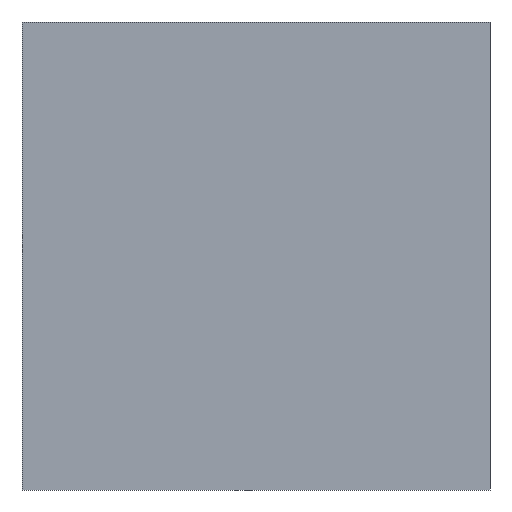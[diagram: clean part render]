
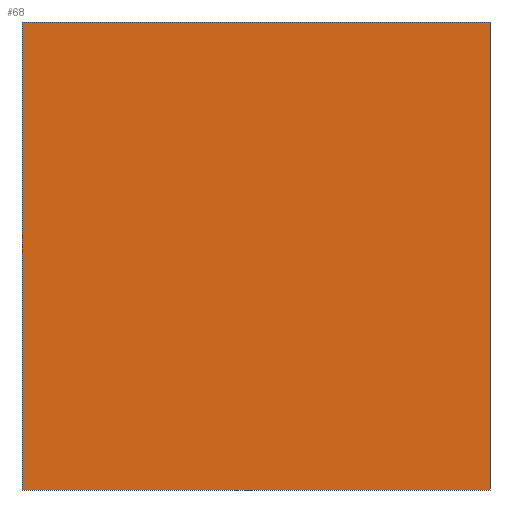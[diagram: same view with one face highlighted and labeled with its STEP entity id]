
A CAD part, front view. The second image highlights one B-rep face of the part: STEP entity #68.
In plain terms, the highlighted planar face has unit normal (0, -1, 0).
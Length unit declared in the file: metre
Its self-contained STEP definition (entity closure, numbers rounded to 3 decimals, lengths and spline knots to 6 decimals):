
#68=ADVANCED_FACE('0:17709',(#91),#92,.F.);
#91=FACE_OUTER_BOUND('',#121,.T.);
#92=PLANE('',#122);
#121=EDGE_LOOP('',(#183,#184,#185,#186));
#122=AXIS2_PLACEMENT_3D('',#187,#188,#189);
#183=ORIENTED_EDGE('',*,*,#256,.F.);
#184=ORIENTED_EDGE('',*,*,#257,.F.);
#185=ORIENTED_EDGE('',*,*,#253,.F.);
#186=ORIENTED_EDGE('',*,*,#249,.F.);
#187=CARTESIAN_POINT('',(0.0,0.0,0.0));
#188=DIRECTION('',(0.0,1.0,0.0));
#189=DIRECTION('',(0.0,0.0,1.0));
#249=EDGE_CURVE('0:17730',#284,#286,#287,.T.);
#253=EDGE_CURVE('0:17718',#286,#292,#293,.T.);
#256=EDGE_CURVE('0:17739',#295,#284,#297,.T.);
#257=EDGE_CURVE('0:17745',#292,#295,#298,.T.);
#284=VERTEX_POINT('',#339);
#286=VERTEX_POINT('',#342);
#287=LINE('',#343,#344);
#292=VERTEX_POINT('',#352);
#293=LINE('',#353,#354);
#295=VERTEX_POINT('',#357);
#297=LINE('',#360,#361);
#298=LINE('',#362,#363);
#339=CARTESIAN_POINT('',(0.0,0.0,0.0));
#342=CARTESIAN_POINT('',(0.0,0.0,0.01));
#343=CARTESIAN_POINT('',(0.0,0.0,0.0));
#344=VECTOR('',#410,1.0);
#352=CARTESIAN_POINT('',(0.01,0.0,0.01));
#353=CARTESIAN_POINT('',(0.0,0.0,0.01));
#354=VECTOR('',#414,1.0);
#357=CARTESIAN_POINT('',(0.01,0.0,0.0));
#360=CARTESIAN_POINT('',(0.01,0.0,0.0));
#361=VECTOR('',#417,1.0);
#362=CARTESIAN_POINT('',(0.01,0.0,0.01));
#363=VECTOR('',#418,1.0);
#410=DIRECTION('',(0.0,0.0,1.0));
#414=DIRECTION('',(1.0,0.0,0.0));
#417=DIRECTION('',(-1.0,0.0,0.0));
#418=DIRECTION('',(0.0,0.0,-1.0));
